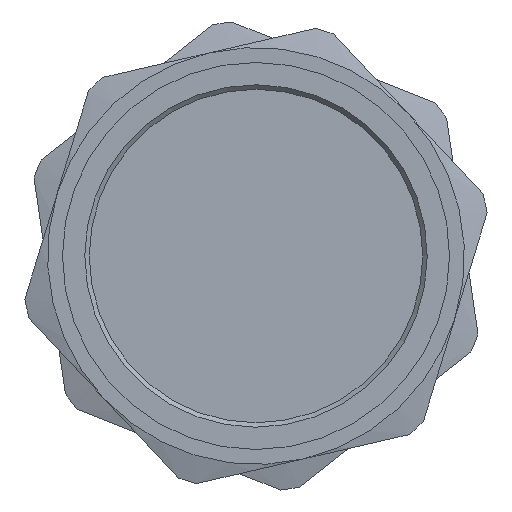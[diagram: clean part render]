
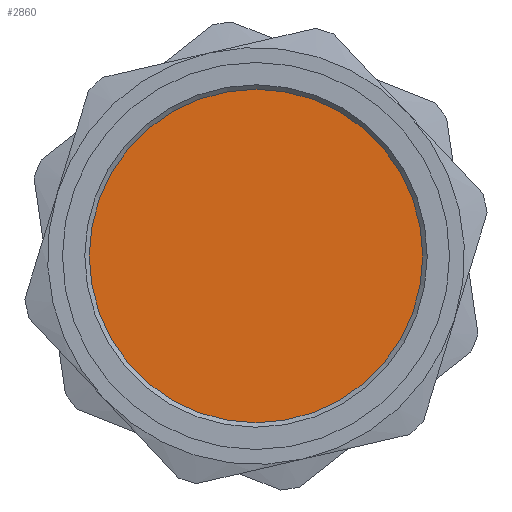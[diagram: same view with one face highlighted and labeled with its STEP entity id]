
A CAD part, left-side view. The second image highlights one B-rep face of the part: STEP entity #2860.
In plain terms, the highlighted planar face has unit normal (-1, 0, 0).
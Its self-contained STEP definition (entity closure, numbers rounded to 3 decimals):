
#2844=CARTESIAN_POINT('',(0.,2.038,0.0));
#2845=DIRECTION('',(-1.0,0.0,0.0));
#2846=DIRECTION('',(0.0,0.0,1.0));
#2847=AXIS2_PLACEMENT_3D('',#2844,#2845,#2846);
#2848=PLANE('',#2847);
#2849=CARTESIAN_POINT('',(0.0,2.8,0.0));
#2850=VERTEX_POINT('',#2849);
#2851=CARTESIAN_POINT('',(0.0,0.0,0.0));
#2852=DIRECTION('',(1.0,0.0,0.0));
#2853=DIRECTION('',(0.0,1.0,0.0));
#2854=AXIS2_PLACEMENT_3D('',#2851,#2852,#2853);
#2855=CIRCLE('',#2854,2.8);
#2856=EDGE_CURVE('',#2850,#2850,#2855,.T.);
#2857=ORIENTED_EDGE('',*,*,#2856,.F.);
#2858=EDGE_LOOP('',(#2857));
#2859=FACE_OUTER_BOUND('',#2858,.T.);
#2860=ADVANCED_FACE('',(#2859),#2848,.T.);
